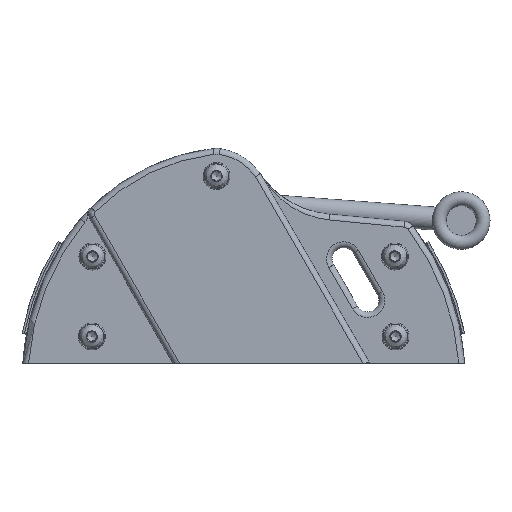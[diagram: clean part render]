
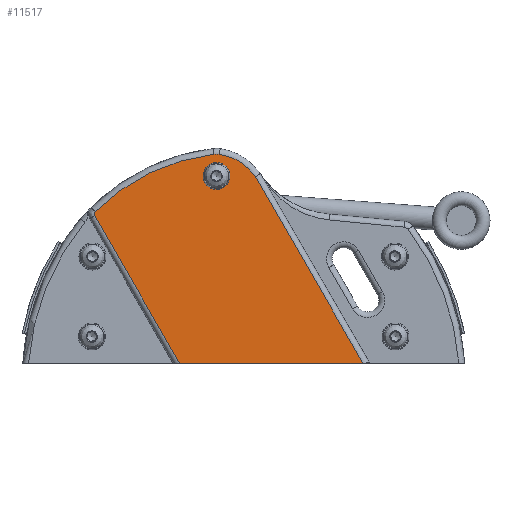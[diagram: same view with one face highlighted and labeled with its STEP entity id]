
A CAD part, front view. The second image highlights one B-rep face of the part: STEP entity #11517.
In plain terms, the highlighted planar face has unit normal (0, -1, 0).
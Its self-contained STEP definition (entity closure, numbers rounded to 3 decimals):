
#388=LINE('',#19432,#875);
#392=LINE('',#19482,#879);
#440=LINE('',#20354,#927);
#875=VECTOR('',#14783,10.);
#879=VECTOR('',#14811,10.);
#927=VECTOR('',#15205,10.);
#1686=PLANE('',#12677);
#2223=FACE_BOUND('',#3650,.T.);
#2694=FACE_OUTER_BOUND('',#3649,.T.);
#3649=EDGE_LOOP('',(#9013,#9014,#9015,#9016,#9017,#9018,#9019));
#3650=EDGE_LOOP('',(#9020));
#4443=CIRCLE('',#12486,5.85);
#4544=CIRCLE('',#12678,22.5);
#4545=CIRCLE('',#12679,9.5);
#4546=CIRCLE('',#12680,87.5);
#4547=CIRCLE('',#12681,1.5);
#5407=VERTEX_POINT('',#19425);
#5409=VERTEX_POINT('',#19429);
#5410=VERTEX_POINT('',#19431);
#5418=VERTEX_POINT('',#19479);
#5535=VERTEX_POINT('',#20341);
#5538=VERTEX_POINT('',#20362);
#5539=VERTEX_POINT('',#20364);
#5540=VERTEX_POINT('',#20366);
#6611=EDGE_CURVE('',#5407,#5407,#4443,.T.);
#6613=EDGE_CURVE('',#5410,#5409,#388,.T.);
#6625=EDGE_CURVE('',#5409,#5418,#392,.T.);
#6801=EDGE_CURVE('',#5418,#5535,#440,.T.);
#6805=EDGE_CURVE('',#5535,#5538,#4544,.T.);
#6806=EDGE_CURVE('',#5538,#5539,#4545,.T.);
#6807=EDGE_CURVE('',#5539,#5540,#4546,.T.);
#6808=EDGE_CURVE('',#5540,#5410,#4547,.T.);
#9013=ORIENTED_EDGE('',*,*,#6625,.T.);
#9014=ORIENTED_EDGE('',*,*,#6801,.T.);
#9015=ORIENTED_EDGE('',*,*,#6805,.T.);
#9016=ORIENTED_EDGE('',*,*,#6806,.T.);
#9017=ORIENTED_EDGE('',*,*,#6807,.T.);
#9018=ORIENTED_EDGE('',*,*,#6808,.T.);
#9019=ORIENTED_EDGE('',*,*,#6613,.T.);
#9020=ORIENTED_EDGE('',*,*,#6611,.T.);
#11517=ADVANCED_FACE('',(#2694,#2223),#1686,.T.);
#12486=AXIS2_PLACEMENT_3D('',#19426,#14777,#14778);
#12677=AXIS2_PLACEMENT_3D('',#20361,#15213,#15214);
#12678=AXIS2_PLACEMENT_3D('',#20363,#15215,#15216);
#12679=AXIS2_PLACEMENT_3D('',#20365,#15217,#15218);
#12680=AXIS2_PLACEMENT_3D('',#20367,#15219,#15220);
#12681=AXIS2_PLACEMENT_3D('',#20368,#15221,#15222);
#14777=DIRECTION('center_axis',(0.,1.,0.));
#14778=DIRECTION('ref_axis',(-0.727,0.,-0.687));
#14783=DIRECTION('',(0.5,0.,-0.866));
#14811=DIRECTION('',(1.,0.,0.));
#15205=DIRECTION('',(-0.5,0.,0.866));
#15213=DIRECTION('center_axis',(0.,-1.,0.));
#15214=DIRECTION('ref_axis',(0.,0.,-1.));
#15215=DIRECTION('center_axis',(0.,-1.,0.));
#15216=DIRECTION('ref_axis',(0.529,0.,0.848));
#15217=DIRECTION('center_axis',(0.,-1.,0.));
#15218=DIRECTION('ref_axis',(0.009,0.,1.));
#15219=DIRECTION('center_axis',(0.,-1.,0.));
#15220=DIRECTION('ref_axis',(-0.435,0.,0.9));
#15221=DIRECTION('center_axis',(0.,-1.,0.));
#15222=DIRECTION('ref_axis',(-0.991,0.,0.131));
#19425=CARTESIAN_POINT('',(-15.251,-20.5,82.481));
#19426=CARTESIAN_POINT('Origin',(-11.,-20.5,86.5));
#19429=CARTESIAN_POINT('',(-27.003,-20.5,5.2));
#19431=CARTESIAN_POINT('',(-63.949,-20.5,69.192));
#19432=CARTESIAN_POINT('',(-49.682,-20.5,44.48));
#19479=CARTESIAN_POINT('',(52.671,-20.5,5.2));
#19482=CARTESIAN_POINT('',(-25.702,-20.5,5.2));
#20341=CARTESIAN_POINT('',(5.903,-20.5,86.205));
#20354=CARTESIAN_POINT('',(38.925,-20.5,29.009));
#20361=CARTESIAN_POINT('Origin',(43.797,-20.5,65.501));
#20362=CARTESIAN_POINT('',(-9.723,-20.5,95.914));
#20363=CARTESIAN_POINT('Origin',(-12.747,-20.5,73.618));
#20364=CARTESIAN_POINT('',(-12.103,-20.5,95.936));
#20365=CARTESIAN_POINT('Origin',(-11.,-20.5,86.5));
#20366=CARTESIAN_POINT('',(-63.709,-20.5,71.004));
#20367=CARTESIAN_POINT('Origin',(-1.942,-20.5,9.028));
#20368=CARTESIAN_POINT('Origin',(-62.65,-20.5,69.942));
